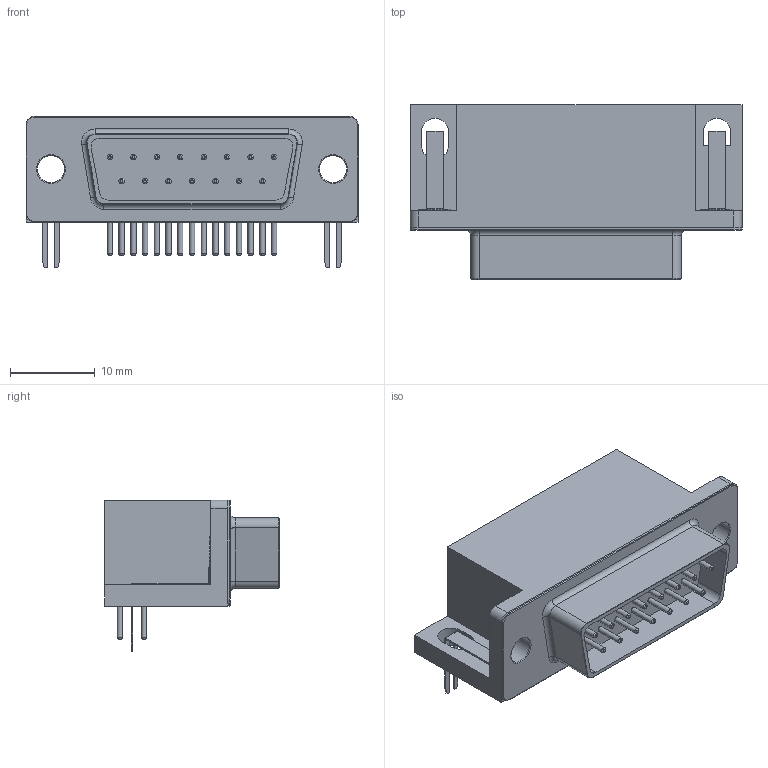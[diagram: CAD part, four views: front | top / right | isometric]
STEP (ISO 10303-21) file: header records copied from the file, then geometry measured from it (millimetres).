
FILE_DESCRIPTION(/* description */ ('model of DSUB-15_Male_Horizontal_P2.77x2.84mm_EdgePinOffset9.90mm_Housed_MountingHolesOffset11.32mm'),/* implementation_level */ '2;1');
FILE_NAME(/* name */ 'DSUB-15_Male_Horizontal_P2.77x2.84mm_EdgePinOffset9.90mm_Housed_MountingHolesOffset11.32mm.step',/* time_stamp */ '2024-11-10T12:16:00',/* author */ ('KiCAD','kicad'),/* organization */ ('OCCT'),/* preprocessor_version */ '',/* originating_system */ 'KiCAD',/* authorisation */ '');
FILE_SCHEMA(('AUTOMOTIVE_DESIGN { 1 0 10303 214 1 1 1 1 }'));
Length unit declared in the file: millimetre
Products named in the file (1): DSUB-15_Male_Horizontal_P2.77x2.84mm_EdgePinOffset9.90mm_Housed_
MountingHolesOffset11.32mm
Bounding box: 39.2 x 20.64 x 17.9 mm (x, y, z)
Volume: 6368.2 mm3; surface area: 3716 mm2
Topology: 1 solids, 2 shells, 231 faces, 523 edges, 326 vertices
Faces by surface type: plane 103, cylinder 80, torus 40, cone 4, revolution 4
Full cylindrical faces by diameter (mm): 0.64 x45, 3.2 x2, 4 x2
Entity records: 9813 total; most frequent: CARTESIAN_POINT 1440, DIRECTION 1223, ORIENTED_EDGE 1046, EDGE_CURVE 523, AXIS2_PLACEMENT_3D 472, VERTEX_POINT 326, PRESENTATION_STYLE_ASSIGNMENT 321, SURFACE_STYLE_USAGE 321
